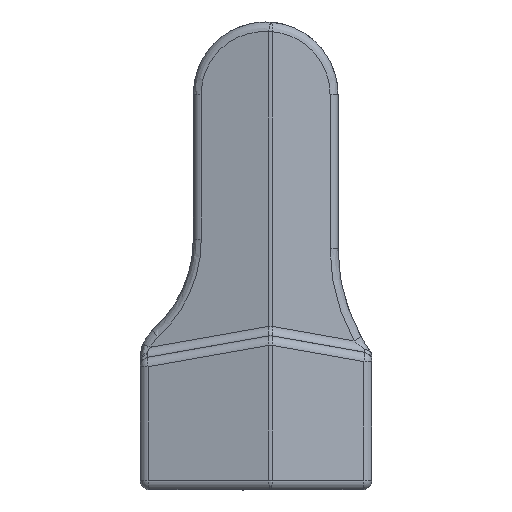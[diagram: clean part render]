
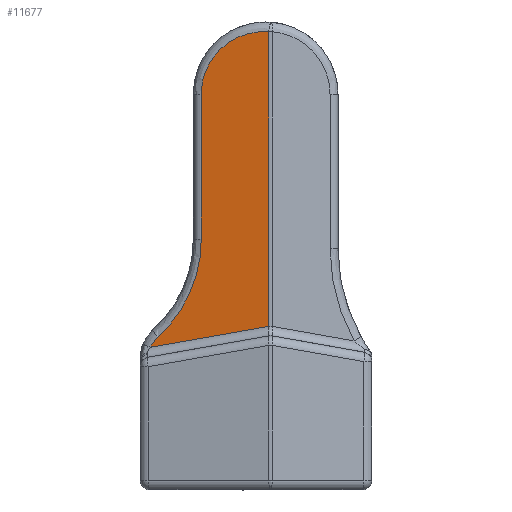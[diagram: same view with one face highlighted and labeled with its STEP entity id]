
A CAD part, front view. The second image highlights one B-rep face of the part: STEP entity #11677.
In plain terms, the highlighted planar face has unit normal (-0.174, -0.985, 0).
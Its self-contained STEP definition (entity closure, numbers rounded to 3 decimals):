
#71 = VECTOR ( 'NONE', #6069, 1000. ) ;
#412 = VERTEX_POINT ( 'NONE', #8121 ) ;
#972 = CARTESIAN_POINT ( 'NONE',  ( 0., 0., 2. ) ) ;
#980 = EDGE_CURVE ( 'NONE', #2173, #412, #10575, .T. ) ;
#1879 = CARTESIAN_POINT ( 'NONE',  ( -11.685, 2.06, -25.154 ) ) ;
#2173 = VERTEX_POINT ( 'NONE', #14737 ) ;
#2205 = DIRECTION ( 'NONE',  ( -0.174, -0.985, 0. ) ) ;
#2404 = DIRECTION ( 'NONE',  ( 0., 0., -1. ) ) ;
#2588 = CARTESIAN_POINT ( 'NONE',  ( -0.174, 0.031, 6.481 ) ) ;
#3054 = CARTESIAN_POINT ( 'NONE',  ( -7.174, 1.265, -15. ) ) ;
#3401 = LINE ( 'NONE', #8651, #71 ) ;
#3420 = FACE_OUTER_BOUND ( 'NONE', #5916, .T. ) ;
#3476 = CARTESIAN_POINT ( 'NONE',  ( -7.174, 1.265, 4.044 ) ) ;
#3951 = VERTEX_POINT ( 'NONE', #6261 ) ;
#4109 = CARTESIAN_POINT ( 'NONE',  ( -7.174, 1.265, -18.929 ) ) ;
#5036 = ORIENTED_EDGE ( 'NONE', *, *, #10432, .T. ) ;
#5413 = CARTESIAN_POINT ( 'NONE',  ( -11.685, 2.06, -25.154 ) ) ;
#5916 = EDGE_LOOP ( 'NONE', ( #10817, #13441, #5036, #14865, #15908, #14502 ) ) ;
#6069 = DIRECTION ( 'NONE',  ( 0., 0., 1. ) ) ;
#6261 = CARTESIAN_POINT ( 'NONE',  ( -7.174, 1.265, 0. ) ) ;
#6267 =( BOUNDED_CURVE ( )  B_SPLINE_CURVE ( 3, ( #13543, #10826, #3476, #7343 ),
 .UNSPECIFIED., .F., .F. ) 
 B_SPLINE_CURVE_WITH_KNOTS ( ( 4, 4 ),
 ( 4.635, 6.283 ),
 .UNSPECIFIED. ) 
 CURVE ( )  GEOMETRIC_REPRESENTATION_ITEM ( )  RATIONAL_B_SPLINE_CURVE ( ( 1., 0.786, 0.786, 1. ) ) 
 REPRESENTATION_ITEM ( '' )  );
#6478 = CARTESIAN_POINT ( 'NONE',  ( -7.174, 1.265, -15. ) ) ;
#7124 = VERTEX_POINT ( 'NONE', #2588 ) ;
#7343 = CARTESIAN_POINT ( 'NONE',  ( -7.174, 1.265, 0. ) ) ;
#7391 = CARTESIAN_POINT ( 'NONE',  ( -7.174, 1.265, 2. ) ) ;
#7426 = DIRECTION ( 'NONE',  ( 0.97, -0.171, 0.171 ) ) ;
#7681 = VERTEX_POINT ( 'NONE', #1879 ) ;
#8121 = CARTESIAN_POINT ( 'NONE',  ( -0.174, 0.031, -24.046 ) ) ;
#8330 = CARTESIAN_POINT ( 'NONE',  ( -12.01, 2.118, -25.448 ) ) ;
#8628 = DIRECTION ( 'NONE',  ( 0.985, -0.174, 0. ) ) ;
#8651 = CARTESIAN_POINT ( 'NONE',  ( -0.174, 0.031, 7.483 ) ) ;
#9740 = EDGE_CURVE ( 'NONE', #7681, #2173, #15095, .T. ) ;
#10432 = EDGE_CURVE ( 'NONE', #3951, #14328, #11222, .T. ) ;
#10575 = LINE ( 'NONE', #13472, #11356 ) ;
#10658 = CARTESIAN_POINT ( 'NONE',  ( -12.264, 2.162, -25.805 ) ) ;
#10817 = ORIENTED_EDGE ( 'NONE', *, *, #11945, .T. ) ;
#10826 = CARTESIAN_POINT ( 'NONE',  ( -4.206, 0.742, 6.792 ) ) ;
#11222 = LINE ( 'NONE', #7391, #13761 ) ;
#11356 = VECTOR ( 'NONE', #7426, 1000. ) ;
#11618 = CARTESIAN_POINT ( 'NONE',  ( -8.769, 1.546, -22.52 ) ) ;
#11677 = ADVANCED_FACE ( 'NONE', ( #3420 ), #12309, .T. ) ;
#11945 = EDGE_CURVE ( 'NONE', #412, #7124, #3401, .T. ) ;
#11969 =( BOUNDED_CURVE ( )  B_SPLINE_CURVE ( 3, ( #3054, #4109, #11618, #5413 ),
 .UNSPECIFIED., .F., .T. ) 
 B_SPLINE_CURVE_WITH_KNOTS ( ( 4, 4 ),
 ( 3.142, 3.978 ),
 .UNSPECIFIED. ) 
 CURVE ( )  GEOMETRIC_REPRESENTATION_ITEM ( )  RATIONAL_B_SPLINE_CURVE ( ( 1., 0.943, 0.943, 1. ) ) 
 REPRESENTATION_ITEM ( '' )  );
#12073 = EDGE_CURVE ( 'NONE', #14328, #7681, #11969, .T. ) ;
#12309 = PLANE ( 'NONE',  #14751 ) ;
#13383 = CARTESIAN_POINT ( 'NONE',  ( -12.435, 2.193, -26.208 ) ) ;
#13441 = ORIENTED_EDGE ( 'NONE', *, *, #15979, .T. ) ;
#13472 = CARTESIAN_POINT ( 'NONE',  ( -0.163, 0.029, -24.044 ) ) ;
#13543 = CARTESIAN_POINT ( 'NONE',  ( -0.174, 0.031, 6.481 ) ) ;
#13761 = VECTOR ( 'NONE', #2404, 1000. ) ;
#14328 = VERTEX_POINT ( 'NONE', #6478 ) ;
#14502 = ORIENTED_EDGE ( 'NONE', *, *, #980, .T. ) ;
#14737 = CARTESIAN_POINT ( 'NONE',  ( -12.435, 2.193, -26.208 ) ) ;
#14751 = AXIS2_PLACEMENT_3D ( 'NONE', #972, #2205, #8628 ) ;
#14865 = ORIENTED_EDGE ( 'NONE', *, *, #12073, .T. ) ;
#15095 =( BOUNDED_CURVE ( )  B_SPLINE_CURVE ( 3, ( #15903, #8330, #10658, #13383 ),
 .UNSPECIFIED., .F., .T. ) 
 B_SPLINE_CURVE_WITH_KNOTS ( ( 4, 4 ),
 ( 5.447, 5.882 ),
 .UNSPECIFIED. ) 
 CURVE ( )  GEOMETRIC_REPRESENTATION_ITEM ( )  RATIONAL_B_SPLINE_CURVE ( ( 1., 0.984, 0.984, 1. ) ) 
 REPRESENTATION_ITEM ( '' )  );
#15903 = CARTESIAN_POINT ( 'NONE',  ( -11.685, 2.06, -25.154 ) ) ;
#15908 = ORIENTED_EDGE ( 'NONE', *, *, #9740, .T. ) ;
#15979 = EDGE_CURVE ( 'NONE', #7124, #3951, #6267, .T. ) ;
